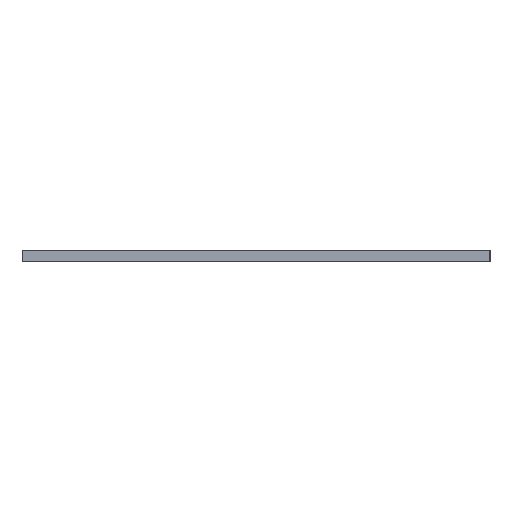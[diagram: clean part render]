
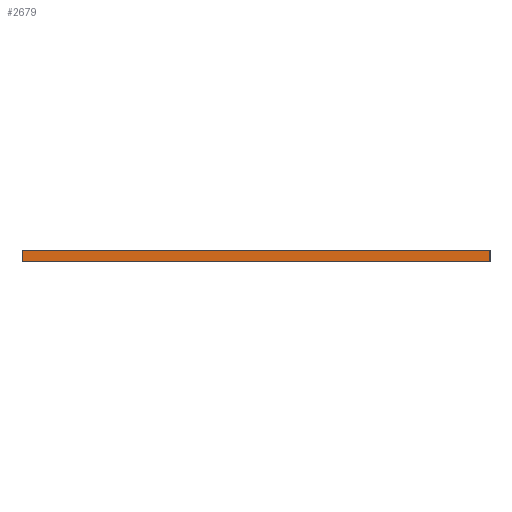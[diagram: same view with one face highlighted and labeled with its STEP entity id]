
A CAD part, left-side view. The second image highlights one B-rep face of the part: STEP entity #2679.
In plain terms, the highlighted planar face has unit normal (-1, 0, 0).
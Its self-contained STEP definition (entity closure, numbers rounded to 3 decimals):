
#79 = EDGE_CURVE('',#80,#82,#84,.T.);
#80 = VERTEX_POINT('',#81);
#81 = CARTESIAN_POINT('',(0.013,-0.013,0.));
#82 = VERTEX_POINT('',#83);
#83 = CARTESIAN_POINT('',(0.013,-0.013,
    1.586));
#84 = LINE('',#85,#86);
#85 = CARTESIAN_POINT('',(0.013,-0.013,0.));
#86 = VECTOR('',#87,1.);
#87 = DIRECTION('',(0.,0.,1.));
#112 = VERTEX_POINT('',#113);
#113 = CARTESIAN_POINT('',(0.013,-65.987,
    1.586));
#119 = EDGE_CURVE('',#120,#112,#122,.T.);
#120 = VERTEX_POINT('',#121);
#121 = CARTESIAN_POINT('',(0.013,-65.987,0.));
#122 = LINE('',#123,#124);
#123 = CARTESIAN_POINT('',(0.013,-65.987,0.));
#124 = VECTOR('',#125,1.);
#125 = DIRECTION('',(0.,0.,1.));
#143 = EDGE_CURVE('',#120,#80,#144,.T.);
#144 = LINE('',#145,#146);
#145 = CARTESIAN_POINT('',(0.013,-65.987,0.));
#146 = VECTOR('',#147,1.);
#147 = DIRECTION('',(0.,1.,0.));
#1414 = EDGE_CURVE('',#112,#82,#1415,.T.);
#1415 = LINE('',#1416,#1417);
#1416 = CARTESIAN_POINT('',(0.013,-65.987,
    1.586));
#1417 = VECTOR('',#1418,1.);
#1418 = DIRECTION('',(0.,1.,0.));
#2679 = ADVANCED_FACE('',(#2680),#2686,.T.);
#2680 = FACE_BOUND('',#2681,.T.);
#2681 = EDGE_LOOP('',(#2682,#2683,#2684,#2685));
#2682 = ORIENTED_EDGE('',*,*,#119,.T.);
#2683 = ORIENTED_EDGE('',*,*,#1414,.T.);
#2684 = ORIENTED_EDGE('',*,*,#79,.F.);
#2685 = ORIENTED_EDGE('',*,*,#143,.F.);
#2686 = PLANE('',#2687);
#2687 = AXIS2_PLACEMENT_3D('',#2688,#2689,#2690);
#2688 = CARTESIAN_POINT('',(0.013,-65.987,0.));
#2689 = DIRECTION('',(-1.,0.,0.));
#2690 = DIRECTION('',(0.,1.,0.));
